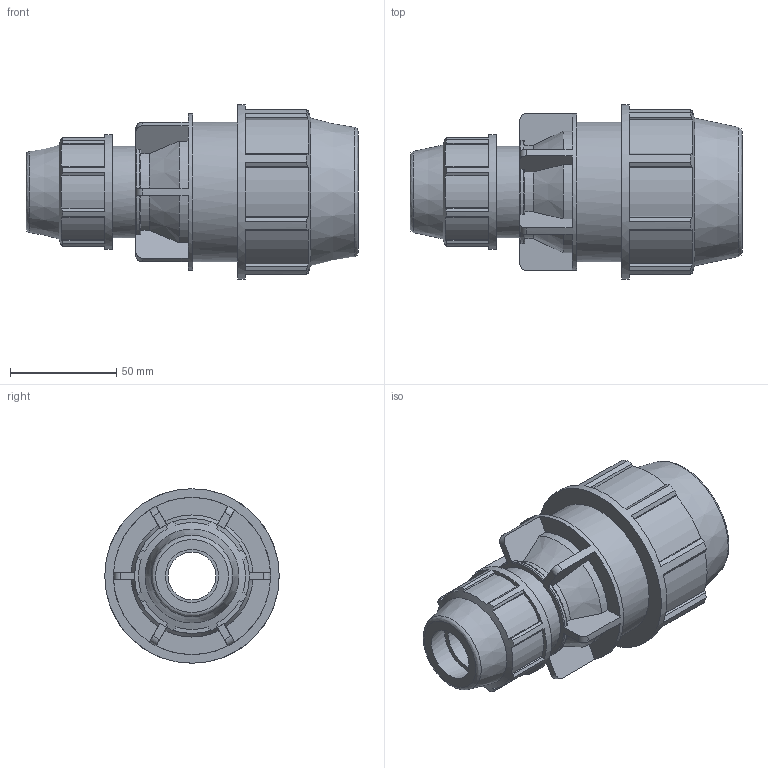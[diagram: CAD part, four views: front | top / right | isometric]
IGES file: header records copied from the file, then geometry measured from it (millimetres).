
Global section: file name: 071100040025_181100040025_0711060400250A.ipt; native system: Autodesk Inventor 2015; preprocessor: unknown; author: KIM; date: 20170606.133325; units: millimetre
Bounding box: 156 x 82 x 82 mm (x, y, z)
Volume: 313625.8 mm3; surface area: 61829.4 mm2
Topology: 1 solids, 1 shells, 213 faces, 624 edges, 421 vertices
Faces by surface type: plane 138, cylinder 45, revolution 20, cone 10
Full cylindrical faces by diameter (mm): 43.2 x1, 54 x1, 65.6 x1, 73.8 x1, 82 x1
